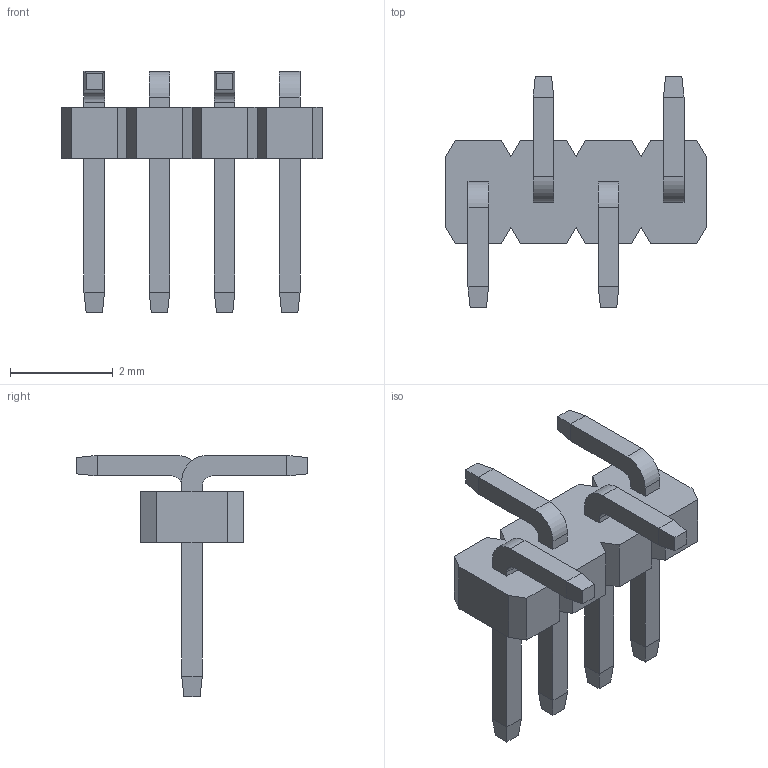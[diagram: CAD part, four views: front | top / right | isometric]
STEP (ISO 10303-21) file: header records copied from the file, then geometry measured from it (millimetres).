
FILE_DESCRIPTION (( 'STEP AP214' ), '1' );
FILE_NAME ('FPH12736-S04S1014070107M-REF .STEP', '2025-10-15T01:33:27', ( '' ), ( '' ), 'SwSTEP 2.0', 'SolidWorks 2021', '' );
FILE_SCHEMA (( 'AUTOMOTIVE_DESIGN' ));
Length unit declared in the file: millimetre
Products named in the file (1): FPH12736-S04S1014070107M-REF 
Bounding box: 5.08 x 4.5 x 4.7 mm (x, y, z)
Volume: 13.2 mm3; surface area: 70.1 mm2
Topology: 1 solids, 1 shells, 116 faces, 286 edges, 180 vertices
Faces by surface type: plane 108, cylinder 8
Entity records: 3364 total; most frequent: CARTESIAN_POINT 583, ORIENTED_EDGE 572, DIRECTION 536, EDGE_CURVE 286, LINE 270, VECTOR 270, VERTEX_POINT 180, AXIS2_PLACEMENT_3D 133
